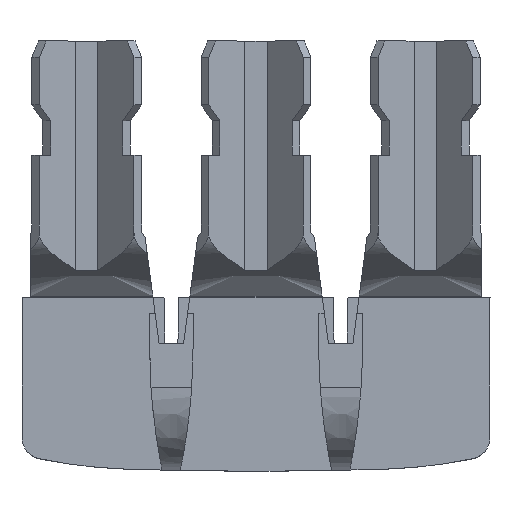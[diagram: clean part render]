
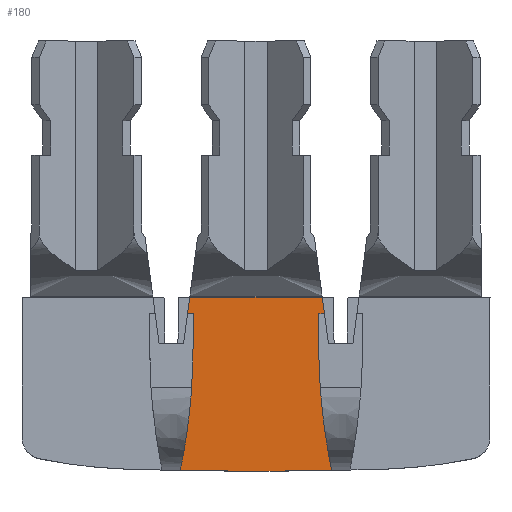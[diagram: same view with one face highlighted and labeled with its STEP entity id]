
A CAD part, top view. The second image highlights one B-rep face of the part: STEP entity #180.
In plain terms, the highlighted planar face has unit normal (0, 0, 1).
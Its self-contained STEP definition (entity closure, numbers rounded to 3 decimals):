
#180=ADVANCED_FACE('',(#490),#491,.T.);
#490=FACE_OUTER_BOUND('',#928,.T.);
#491=PLANE('',#929);
#928=EDGE_LOOP('',(#1623,#1624,#1625,#1626,#1627,#1628,#1629,#1630,#1631,#1632));
#929=AXIS2_PLACEMENT_3D('',#1633,#1634,#1635);
#1623=ORIENTED_EDGE('',*,*,#3201,.T.);
#1624=ORIENTED_EDGE('',*,*,#3202,.F.);
#1625=ORIENTED_EDGE('',*,*,#3203,.T.);
#1626=ORIENTED_EDGE('',*,*,#3204,.T.);
#1627=ORIENTED_EDGE('',*,*,#3205,.F.);
#1628=ORIENTED_EDGE('',*,*,#3206,.F.);
#1629=ORIENTED_EDGE('',*,*,#3207,.F.);
#1630=ORIENTED_EDGE('',*,*,#3208,.F.);
#1631=ORIENTED_EDGE('',*,*,#3209,.F.);
#1632=ORIENTED_EDGE('',*,*,#3210,.F.);
#1633=CARTESIAN_POINT('',(69.825,16.425,6.2));
#1634=DIRECTION('',(0.,0.,1.0));
#1635=DIRECTION('',(0.,-1.0,0.));
#3201=EDGE_CURVE('',#3803,#3804,#3805,.T.);
#3202=EDGE_CURVE('',#3806,#3804,#3807,.T.);
#3203=EDGE_CURVE('',#3806,#3808,#3809,.T.);
#3204=EDGE_CURVE('',#3808,#3810,#3811,.T.);
#3205=EDGE_CURVE('',#3812,#3810,#3813,.T.);
#3206=EDGE_CURVE('',#3814,#3812,#3815,.T.);
#3207=EDGE_CURVE('',#3816,#3814,#3817,.T.);
#3208=EDGE_CURVE('',#3818,#3816,#3819,.T.);
#3209=EDGE_CURVE('',#3820,#3818,#3821,.T.);
#3210=EDGE_CURVE('',#3803,#3820,#3822,.T.);
#3803=VERTEX_POINT('',#4830);
#3804=VERTEX_POINT('',#4831);
#3805=CIRCLE('',#4832,750.0);
#3806=VERTEX_POINT('',#4833);
#3807=CIRCLE('',#4834,115.0);
#3808=VERTEX_POINT('',#4835);
#3809=LINE('',#4836,#4837);
#3810=VERTEX_POINT('',#4838);
#3811=LINE('',#4839,#4840);
#3812=VERTEX_POINT('',#4841);
#3813=LINE('',#4842,#4843);
#3814=VERTEX_POINT('',#4844);
#3815=LINE('',#4845,#4846);
#3816=VERTEX_POINT('',#4847);
#3817=LINE('',#4848,#4849);
#3818=VERTEX_POINT('',#4850);
#3819=LINE('',#4851,#4852);
#3820=VERTEX_POINT('',#4853);
#3821=LINE('',#4854,#4855);
#3822=B_SPLINE_CURVE_WITH_KNOTS('',3,(#4856,#4857,#4858,#4859,#4860,#4861,#4862,#4863,#4864),.UNSPECIFIED.,.F.,.F.,(4,2,3,4),(-0.064,0.0,11.606,23.214),.UNSPECIFIED.);
#4830=CARTESIAN_POINT('',(28.949,0.115,6.2));
#4831=CARTESIAN_POINT('',(56.699,0.114,6.2));
#4832=AXIS2_PLACEMENT_3D('',#7527,#7528,#7529);
#4833=CARTESIAN_POINT('',(54.349,23.242,6.2));
#4834=AXIS2_PLACEMENT_3D('',#7530,#7531,#7532);
#4835=CARTESIAN_POINT('',(54.349,28.792,6.2));
#4836=CARTESIAN_POINT('',(54.349,142.657,6.2));
#4837=VECTOR('',#7533,1.0);
#4838=CARTESIAN_POINT('',(55.379,28.792,6.2));
#4839=CARTESIAN_POINT('',(70.85,28.792,6.2));
#4840=VECTOR('',#7534,1.0);
#4841=CARTESIAN_POINT('',(54.984,31.792,6.2));
#4842=CARTESIAN_POINT('',(40.361,142.657,6.2));
#4843=VECTOR('',#7535,1.0);
#4844=CARTESIAN_POINT('',(30.716,31.792,6.2));
#4845=CARTESIAN_POINT('',(70.85,31.792,6.2));
#4846=VECTOR('',#7536,1.0);
#4847=CARTESIAN_POINT('',(30.321,28.792,6.2));
#4848=CARTESIAN_POINT('',(45.339,142.657,6.2));
#4849=VECTOR('',#7537,1.0);
#4850=CARTESIAN_POINT('',(31.299,28.792,6.2));
#4851=CARTESIAN_POINT('',(70.85,28.792,6.2));
#4852=VECTOR('',#7538,1.0);
#4853=CARTESIAN_POINT('',(31.299,23.242,6.2));
#4854=CARTESIAN_POINT('',(31.299,142.657,6.2));
#4855=VECTOR('',#7539,1.0);
#4856=CARTESIAN_POINT('',(28.949,0.115,6.2));
#4857=CARTESIAN_POINT('',(28.954,0.137,6.2));
#4858=CARTESIAN_POINT('',(28.958,0.16,6.2));
#4859=CARTESIAN_POINT('',(29.805,4.299,6.2));
#4860=CARTESIAN_POINT('',(30.358,8.147,6.2));
#4861=CARTESIAN_POINT('',(30.713,11.652,6.2));
#4862=CARTESIAN_POINT('',(31.068,15.158,6.2));
#4863=CARTESIAN_POINT('',(31.299,19.039,6.2));
#4864=CARTESIAN_POINT('',(31.299,23.242,6.2));
#7527=CARTESIAN_POINT('',(42.85,749.986,6.2));
#7528=DIRECTION('',(0.,0.,1.0));
#7529=DIRECTION('',(0.,-1.0,0.));
#7530=CARTESIAN_POINT('',(169.349,23.242,6.2));
#7531=DIRECTION('',(0.,0.,1.0));
#7532=DIRECTION('',(0.,-1.0,0.));
#7533=DIRECTION('',(0.,1.0,0.));
#7534=DIRECTION('',(1.0,0.,0.));
#7535=DIRECTION('',(0.131,-0.991,0.));
#7536=DIRECTION('',(1.0,0.,0.));
#7537=DIRECTION('',(0.131,0.991,0.));
#7538=DIRECTION('',(-1.0,0.,0.));
#7539=DIRECTION('',(0.,1.0,0.));
